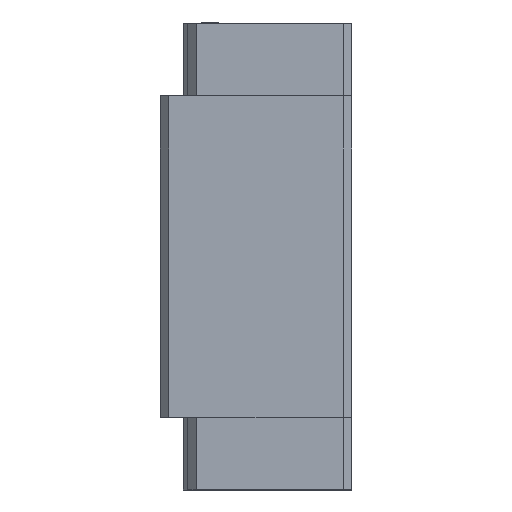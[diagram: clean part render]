
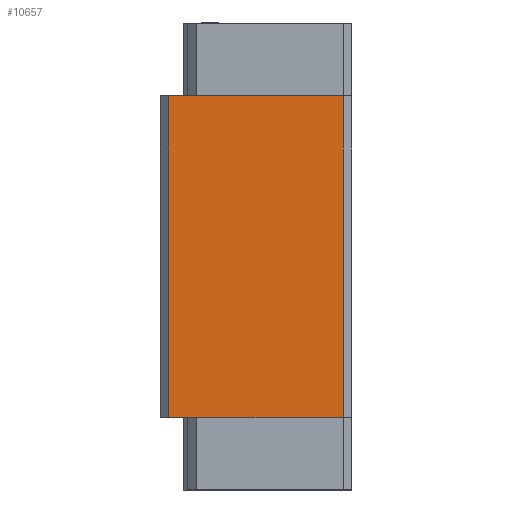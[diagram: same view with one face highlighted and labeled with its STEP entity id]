
A CAD part, left-side view. The second image highlights one B-rep face of the part: STEP entity #10657.
In plain terms, the highlighted planar face has unit normal (-1, 0, 0).
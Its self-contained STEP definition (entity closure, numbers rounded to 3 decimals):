
#2040 = CARTESIAN_POINT ( 'NONE',  ( -24., -15., 29. ) ) ;
#2041 = CARTESIAN_POINT ( 'NONE',  ( -24., -15., -29. ) ) ;
#2042 = DIRECTION ( 'NONE',  ( 0., 0., 1. ) ) ;
#2043 = VECTOR ( 'NONE', #2042, 1000. ) ;
#2044 = CARTESIAN_POINT ( 'NONE',  ( -24., -15., -29. ) ) ;
#2045 = LINE ( 'NONE', #2044, #2043 ) ;
#5642 = DIRECTION ( 'NONE',  ( 0., 1., 0. ) ) ;
#5859 = CARTESIAN_POINT ( 'NONE',  ( -24., 16.5, 29. ) ) ;
#5860 = LINE ( 'NONE', #5859, #6063 ) ;
#5861 = DIRECTION ( 'NONE',  ( 0., -1., 0. ) ) ;
#5862 = VECTOR ( 'NONE', #5861, 1000. ) ;
#5863 = CARTESIAN_POINT ( 'NONE',  ( -24., 16.5, -29. ) ) ;
#5864 = LINE ( 'NONE', #5863, #5862 ) ;
#6063 = VECTOR ( 'NONE', #5642, 1000. ) ;
#6104 = CARTESIAN_POINT ( 'NONE',  ( -24., 16.5, 29. ) ) ;
#6115 = DIRECTION ( 'NONE',  ( 0., 0., -1. ) ) ;
#6116 = VECTOR ( 'NONE', #6115, 1000. ) ;
#6117 = CARTESIAN_POINT ( 'NONE',  ( -24., 16.5, -29. ) ) ;
#6118 = LINE ( 'NONE', #6117, #6116 ) ;
#6119 = CARTESIAN_POINT ( 'NONE',  ( -24., 16.5, -29. ) ) ;
#6157 = DIRECTION ( 'NONE',  ( 0., 0., 1. ) ) ;
#6158 = DIRECTION ( 'NONE',  ( -1., 0., 0. ) ) ;
#6159 = CARTESIAN_POINT ( 'NONE',  ( -24., 16.5, -29. ) ) ;
#6160 = AXIS2_PLACEMENT_3D ( 'NONE', #6159, #6158, #6157 ) ;
#6161 = PLANE ( 'NONE',  #6160 ) ;
#6162 = FACE_OUTER_BOUND ( 'NONE', #10658, .T. ) ;
#8748 = EDGE_CURVE ( 'NONE', #8749, #8750, #2045, .T. ) ;
#8749 = VERTEX_POINT ( 'NONE', #2041 ) ;
#8750 = VERTEX_POINT ( 'NONE', #2040 ) ;
#10596 = EDGE_CURVE ( 'NONE', #10613, #8749, #5864, .T. ) ;
#10606 = EDGE_CURVE ( 'NONE', #8750, #10628, #5860, .T. ) ;
#10613 = VERTEX_POINT ( 'NONE', #6119 ) ;
#10615 = EDGE_CURVE ( 'NONE', #10628, #10613, #6118, .T. ) ;
#10628 = VERTEX_POINT ( 'NONE', #6104 ) ;
#10657 = ADVANCED_FACE ( 'NONE', ( #6162 ), #6161, .T. ) ;
#10658 = EDGE_LOOP ( 'NONE', ( #10659, #10660, #10661, #10662 ) ) ;
#10659 = ORIENTED_EDGE ( 'NONE', *, *, #10615, .T. ) ;
#10660 = ORIENTED_EDGE ( 'NONE', *, *, #10596, .T. ) ;
#10661 = ORIENTED_EDGE ( 'NONE', *, *, #8748, .T. ) ;
#10662 = ORIENTED_EDGE ( 'NONE', *, *, #10606, .T. ) ;
